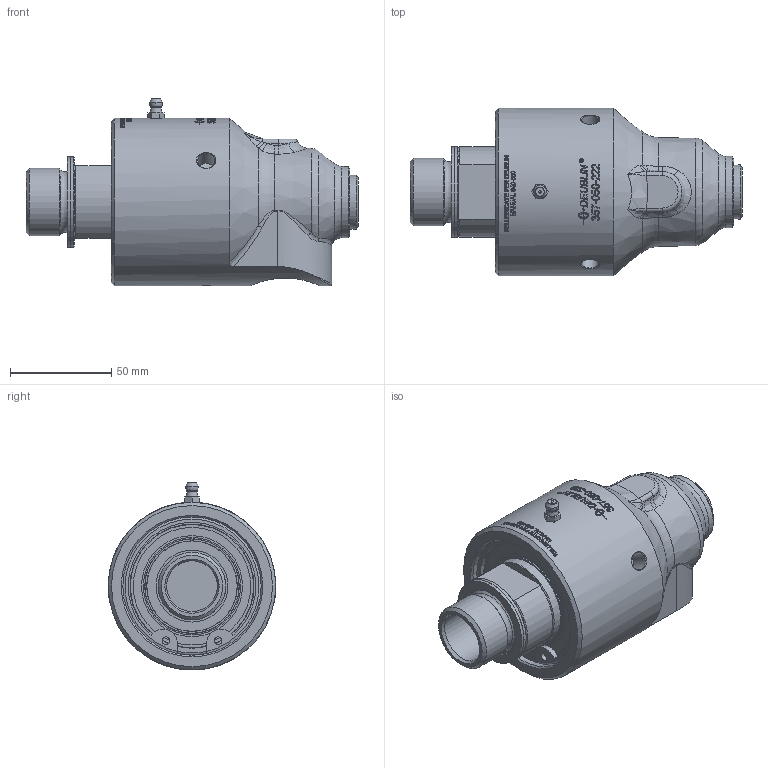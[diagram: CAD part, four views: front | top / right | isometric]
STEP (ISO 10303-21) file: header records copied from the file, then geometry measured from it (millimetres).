
FILE_DESCRIPTION(/* description */ (''),/* implementation_level */ '2;1');
FILE_NAME(/* name */ '357-050-222-IC.stp',/* time_stamp */ '2022-02-03T11:47:21+01:00',/* author */ ('mskipas'),/* organization */ (''),/* preprocessor_version */ 'ST-DEVELOPER v18.1',/* originating_system */ 'Autodesk Inventor 2022',/* authorisation */ '');
FILE_SCHEMA (('AUTOMOTIVE_DESIGN { 1 0 10303 214 3 1 1 }'));
Length unit declared in the file: millimetre
Products named in the file (1): 357-050-222-IC
Bounding box: 163.6 x 82.6 x 92.59 mm (x, y, z)
Volume: 482826.4 mm3; surface area: 58251.5 mm2
Topology: 1 solids, 7 shells, 988 faces, 2587 edges, 1706 vertices
Faces by surface type: bspline 449, plane 361, cylinder 129, cone 31, torus 16, sphere 2
Full cylindrical faces by diameter (mm): 3 x1, 3.12 x2, 3.2 x1, 3.72 x2, 8.6 x3, 25 x1, 28.575 x1, 33.249 x1, 34.9 x1, 35.4 x1, 37.13 x1, 39.4 x1, 40 x1, 44.5 x1, 44.65 x2, 49.775 x1, 57.913 x1, 60.725 x1, 61.1 x1, 68 x1, 68.1 x2, 73.8 x1, 82.6 x1
Entity records: 40893 total; most frequent: CARTESIAN_POINT 18908, ORIENTED_EDGE 5164, DIRECTION 3254, EDGE_CURVE 2582, VERTEX_POINT 1706, EDGE_LOOP 1096, AXIS2_PLACEMENT_3D 1095, LINE 1064
